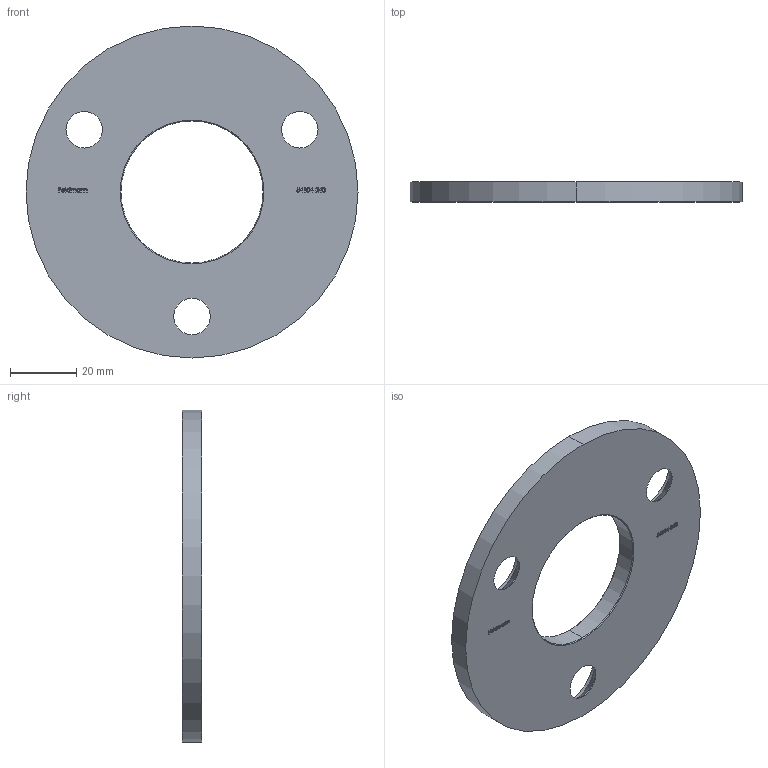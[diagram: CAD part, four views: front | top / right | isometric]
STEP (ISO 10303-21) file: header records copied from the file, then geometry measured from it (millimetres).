
FILE_DESCRIPTION (( 'STEP AP203' ), '1' );
FILE_NAME ('54104-240.step', '2020-10-21T10:57:49', ( '' ), ( '' ), 'SwSTEP 2.0', 'SolidWorks 2018', '' );
FILE_SCHEMA (( 'CONFIG_CONTROL_DESIGN' ));
Length unit declared in the file: millimetre
Products named in the file (2): 54104-240
Bounding box: 100 x 6 x 100 mm (x, y, z)
Volume: 34560.6 mm3; surface area: 15433.4 mm2
Topology: 1 solids, 1 shells, 248 faces, 647 edges, 426 vertices
Faces by surface type: plane 142, bspline 80, cylinder 16, cone 10
Entity records: 12222 total; most frequent: CARTESIAN_POINT 6475, ORIENTED_EDGE 1294, DIRECTION 863, EDGE_CURVE 647, VECTOR 451, LINE 451, VERTEX_POINT 426, EDGE_LOOP 281
